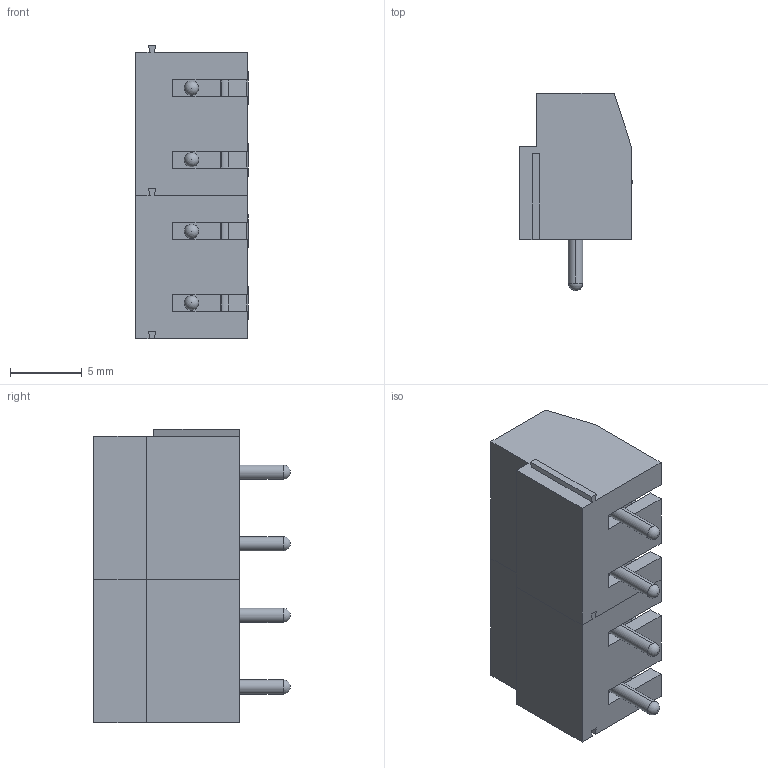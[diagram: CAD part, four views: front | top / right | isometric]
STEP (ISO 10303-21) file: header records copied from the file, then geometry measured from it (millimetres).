
FILE_DESCRIPTION (( 'STEP AP214' ), '1' );
FILE_NAME ('block4.STEP', '2022-05-09T14:52:32', ( '' ), ( '' ), 'SwSTEP 2.0', 'SolidWorks 2021', '' );
FILE_SCHEMA (( 'AUTOMOTIVE_DESIGN' ));
Length unit declared in the file: millimetre
Products named in the file (4): Inner; block4; Outter; Screw
Assembly tree (10 placements, depth 2):
  block4
    Outter  x2
    Screw  x4
    Inner  x4
Bounding box: 7.87 x 13.75 x 20.5 mm (x, y, z)
Volume: 1126 mm3; surface area: 2663.1 mm2
Topology: 10 solids, 10 shells, 626 faces, 1566 edges, 928 vertices
Faces by surface type: plane 234, cylinder 172, bspline 112, torus 52, sphere 44, cone 12
Entity records: 6031 total; most frequent: CARTESIAN_POINT 1829, ORIENTED_EDGE 874, DIRECTION 815, EDGE_CURVE 437, AXIS2_PLACEMENT_3D 295, VERTEX_POINT 269, LINE 225, VECTOR 225
